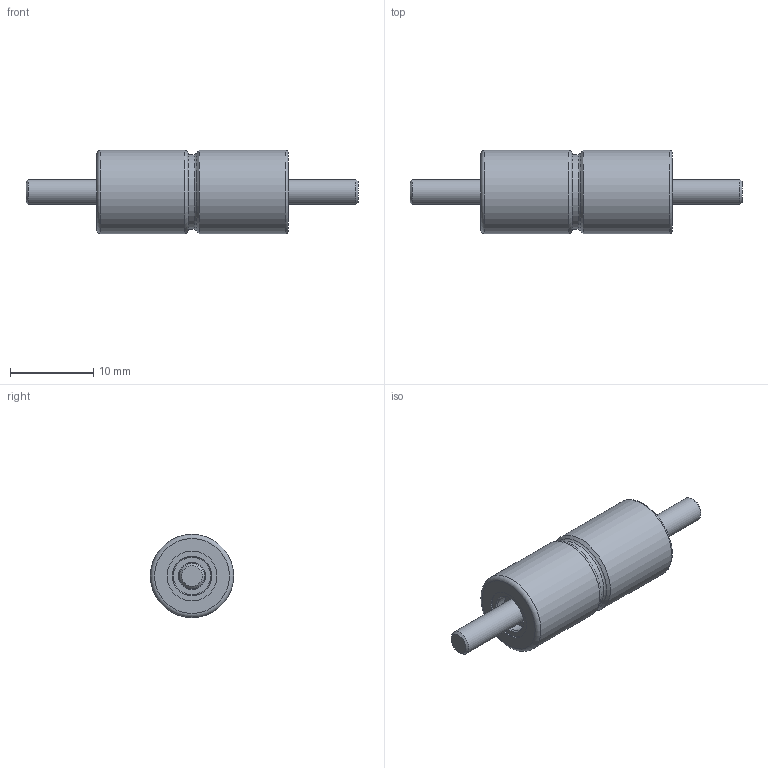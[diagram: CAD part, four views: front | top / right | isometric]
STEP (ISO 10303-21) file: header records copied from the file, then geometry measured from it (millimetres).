
FILE_DESCRIPTION(('STEP AP214'),'1');
FILE_NAME('T065-10X24.stp','2023-10-05T14:05:42',(' '),(' '),'Spatial InterOp 3D',' ',' ');
FILE_SCHEMA(('automotive_design'));
Length unit declared in the file: metre
Products named in the file (4): 1; 2; 3; 4
Bounding box: 39.9 x 10 x 10 mm (x, y, z)
Volume: 1665.2 mm3; surface area: 1955.4 mm2
Topology: 4 solids, 4 shells, 79 faces, 150 edges, 89 vertices
Faces by surface type: plane 42, cylinder 19, torus 9, cone 9
Full cylindrical faces by diameter (mm): 2.998 x2, 3 x2, 3.3 x2, 4.2 x1, 4.5 x2, 5.5 x2, 6 x4, 8 x1, 9 x1, 10 x2
Entity records: 3025 total; most frequent: DIRECTION 340, CARTESIAN_POINT 283, ORIENTED_EDGE 222, STYLED_ITEM 190, PRESENTATION_STYLE_ASSIGNMENT 190, COLOUR_RGB 190, AXIS2_PLACEMENT_3D 146, EDGE_LOOP 130
